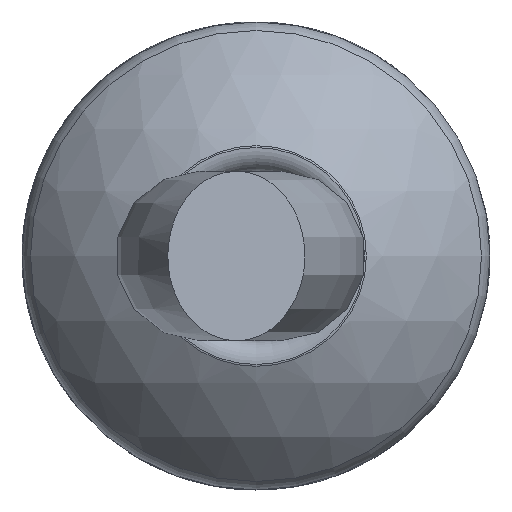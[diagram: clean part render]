
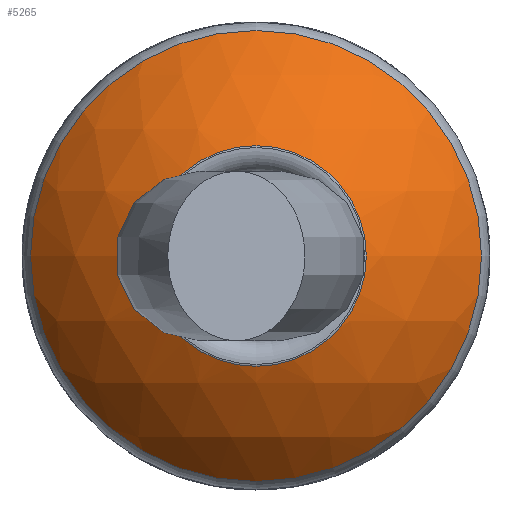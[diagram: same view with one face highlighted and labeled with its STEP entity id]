
A CAD part, left-side view. The second image highlights one B-rep face of the part: STEP entity #5265.
In plain terms, the highlighted spherical face has radius 12.5 mm.
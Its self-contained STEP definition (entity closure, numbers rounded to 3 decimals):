
#296=SPHERICAL_SURFACE('',#5632,12.5);
#312=FACE_BOUND('',#1777,.T.);
#1452=FACE_OUTER_BOUND('',#1776,.T.);
#1776=EDGE_LOOP('',(#3778));
#1777=EDGE_LOOP('',(#3779));
#2100=CIRCLE('',#5602,10.119);
#2118=CIRCLE('',#5633,4.951);
#2183=VERTEX_POINT('',#6437);
#2376=VERTEX_POINT('',#7593);
#2740=EDGE_CURVE('',#2183,#2183,#2100,.T.);
#2935=EDGE_CURVE('',#2376,#2376,#2118,.T.);
#3778=ORIENTED_EDGE('',*,*,#2740,.F.);
#3779=ORIENTED_EDGE('',*,*,#2935,.T.);
#5265=ADVANCED_FACE('',(#1452,#312),#296,.T.);
#5602=AXIS2_PLACEMENT_3D('',#6438,#5773,#5774);
#5632=AXIS2_PLACEMENT_3D('',#7592,#5857,#5858);
#5633=AXIS2_PLACEMENT_3D('',#7594,#5859,#5860);
#5773=DIRECTION('center_axis',(1.,0.,0.));
#5774=DIRECTION('ref_axis',(0.,1.,0.));
#5857=DIRECTION('center_axis',(0.,0.,1.));
#5858=DIRECTION('ref_axis',(-1.,0.004,0.));
#5859=DIRECTION('center_axis',(1.,0.,0.));
#5860=DIRECTION('ref_axis',(0.,0.,-1.));
#6437=CARTESIAN_POINT('',(-31.039,0.,-10.119));
#6438=CARTESIAN_POINT('Origin',(-31.039,0.,
0.));
#7592=CARTESIAN_POINT('Origin',(-23.7,0.,0.));
#7593=CARTESIAN_POINT('',(-35.178,0.,4.951));
#7594=CARTESIAN_POINT('Origin',(-35.178,0.,0.));
